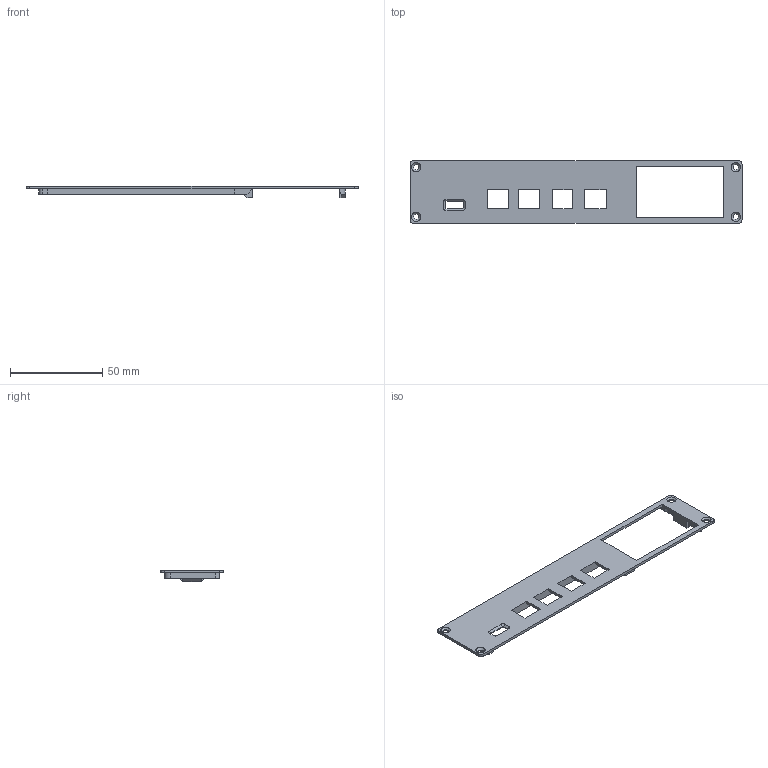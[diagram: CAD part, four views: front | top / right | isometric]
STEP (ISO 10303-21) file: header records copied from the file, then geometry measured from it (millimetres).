
FILE_DESCRIPTION(/* description */ ('','CAx-IF Rec.Pracs.---Representation and Presentation of Product Manufacturing Information (PMI)---4.0---2014-10-13'),/* implementation_level */ '2;1');
FILE_NAME(/* name */ 'back-cover.stp',/* time_stamp */ '2025-08-24T17:46:57+08:00',/* author */ ('Toby'),/* organization */ (''),/* preprocessor_version */ 'ST-DEVELOPER v18.1',/* originating_system */ 'Autodesk Inventor 2021',/* authorisation */ '');
FILE_SCHEMA (('AP242_MANAGED_MODEL_BASED_3D_ENGINEERING_MIM_LF { 1 0 10303 442 1 1 4 }'));
Length unit declared in the file: millimetre
Products named in the file (1): back-cover
Bounding box: 180 x 34 x 6.5 mm (x, y, z)
Volume: 9243 mm3; surface area: 12332 mm2
Topology: 1 solids, 1 shells, 112 faces, 454 edges, 478 vertices
Faces by surface type: plane 84, cylinder 20, cone 8
Full cylindrical faces by diameter (mm): 3 x4
Entity records: 4396 total; most frequent: CARTESIAN_POINT 932, DIRECTION 640, ORIENTED_EDGE 636, EDGE_CURVE 318, LINE 260, VECTOR 260, VERTEX_POINT 206, AXIS2_PLACEMENT_3D 190
